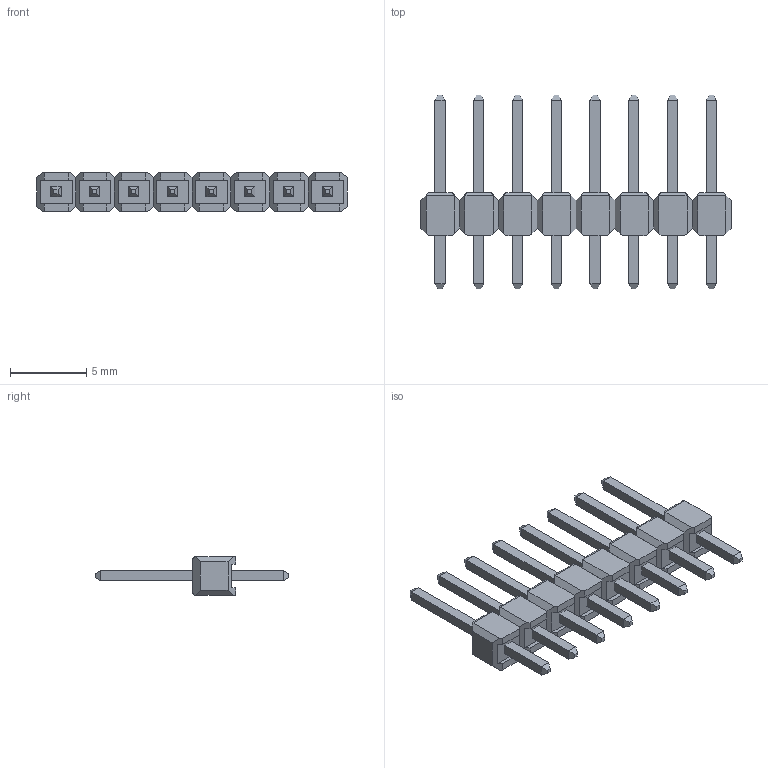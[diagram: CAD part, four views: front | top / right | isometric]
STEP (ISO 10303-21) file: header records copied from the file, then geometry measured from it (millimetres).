
FILE_DESCRIPTION (( 'STEP AP214' ), '1' );
FILE_NAME ('User Library-1x8 TH Pitch 2_54mm.STEP', '2022-04-28T01:54:34', ( '' ), ( '' ), 'SwSTEP 2.0', 'SolidWorks 2021', '' );
FILE_SCHEMA (( 'AUTOMOTIVE_DESIGN' ));
Length unit declared in the file: millimetre
Products named in the file (3): pin; holder; User Library-1x8 TH Pitch 2_54mm
Assembly tree (9 placements, depth 2):
  User Library-1x8 TH Pitch 2_54mm
    holder
    pin  x8
Bounding box: 20.32 x 12.7 x 2.54 mm (x, y, z)
Volume: 161.2 mm3; surface area: 555 mm2
Topology: 9 solids, 9 shells, 290 faces, 724 edges, 452 vertices
Faces by surface type: plane 274, cylinder 16
Entity records: 8234 total; most frequent: CARTESIAN_POINT 1264, ORIENTED_EDGE 1056, DIRECTION 872, EDGE_CURVE 528, VECTOR 464, LINE 464, VERTEX_POINT 340, EDGE_LOOP 208
